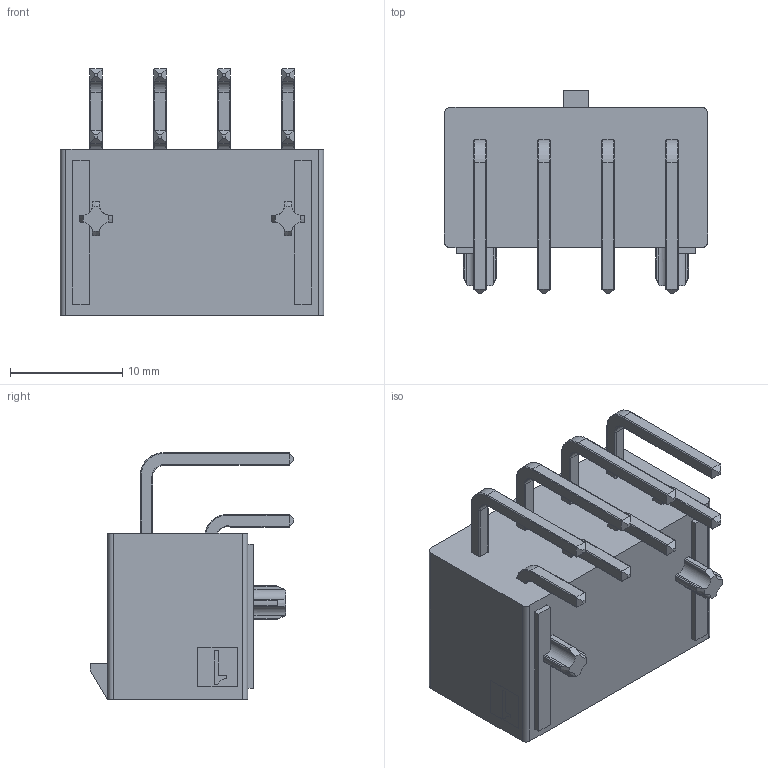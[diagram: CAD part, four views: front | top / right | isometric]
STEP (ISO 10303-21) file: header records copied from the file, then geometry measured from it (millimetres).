
FILE_DESCRIPTION((''),'2;1');
FILE_NAME('1720641008','2013-12-23T',('me'),(''),'PRO/ENGINEER BY PARAMETRIC TECHNOLOGY CORPORATION, 2011490','PRO/ENGINEER BY PARAMETRIC TECHNOLOGY CORPORATION, 2011490','');
FILE_SCHEMA(('CONFIG_CONTROL_DESIGN'));
Length unit declared in the file: millimetre
Products named in the file (1): 1720641008
Bounding box: 23.46 x 18.13 x 21.96 mm (x, y, z)
Volume: 2302.1 mm3; surface area: 4177.1 mm2
Topology: 1 solids, 1 shells, 560 faces, 1519 edges, 993 vertices
Faces by surface type: plane 384, cylinder 128, torus 32, extrusion 8, cone 8
Entity records: 17874 total; most frequent: CARTESIAN_POINT 3953, ORIENTED_EDGE 2998, DIRECTION 2655, EDGE_CURVE 1499, VECTOR 1073, LINE 1065, VERTEX_POINT 973, AXIS2_PLACEMENT_3D 791
